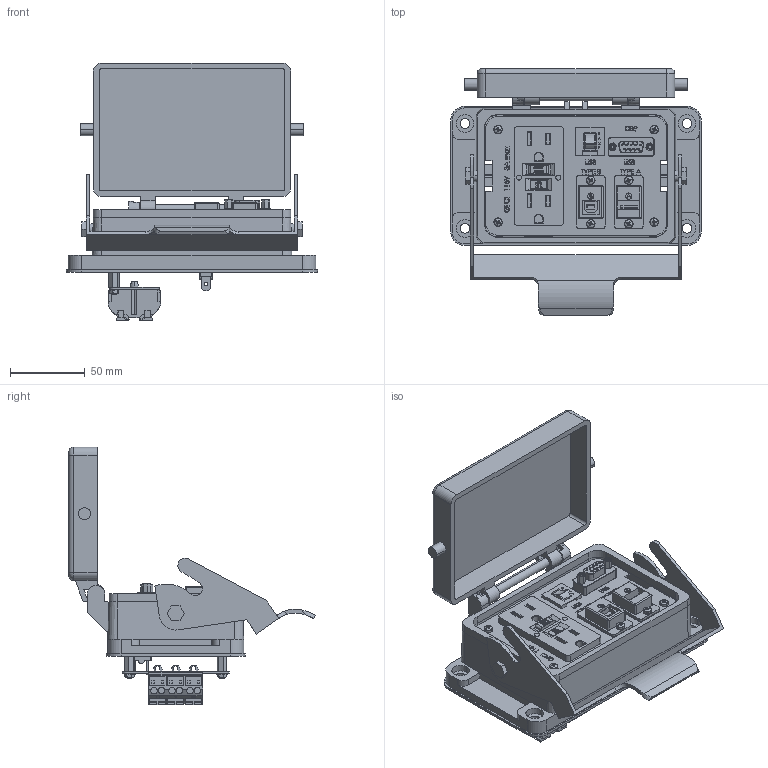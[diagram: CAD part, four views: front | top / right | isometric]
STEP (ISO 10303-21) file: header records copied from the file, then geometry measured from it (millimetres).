
FILE_DESCRIPTION (( 'STEP AP203' ), '1' );
FILE_NAME ('ZP-PGA-48-400.STEP', '2017-10-04T13:25:19', ( 'Mencom User' ), ( 'Hewlett-Packard Company' ), 'SwSTEP 2.0', 'SolidWorks 2016', '' );
FILE_SCHEMA (( 'CONFIG_CONTROL_DESIGN' ));
Products named in the file (1): ZP-PGA-48-400
Bounding box: 167.51 x 164.5 x 172.05 mm (x, y, z)
Volume: 385918.4 mm3; surface area: 172212.5 mm2
Topology: 1 solids, 17 shells, 3330 faces, 8675 edges, 5591 vertices
Faces by surface type: plane 2019, cylinder 647, bspline 417, cone 125, torus 74, sphere 48
Entity records: 119707 total; most frequent: CARTESIAN_POINT 40112, ORIENTED_EDGE 17270, DIRECTION 15047, EDGE_CURVE 8635, LINE 5699, VECTOR 5699, VERTEX_POINT 5591, AXIS2_PLACEMENT_3D 4674
